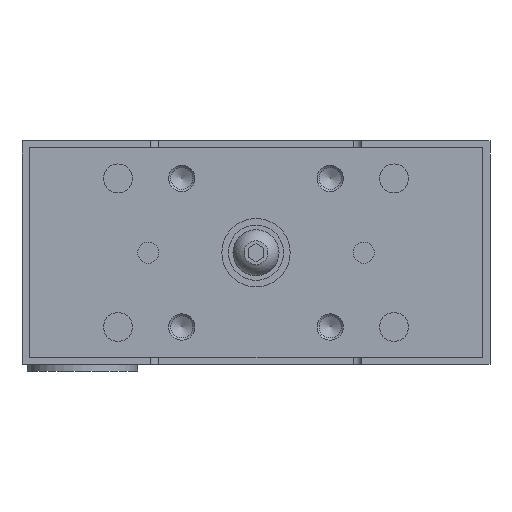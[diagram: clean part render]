
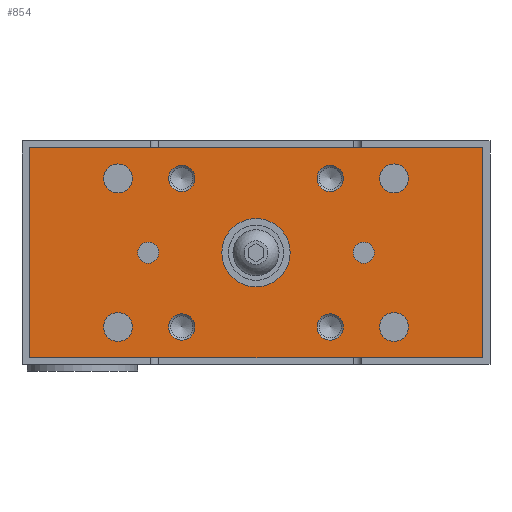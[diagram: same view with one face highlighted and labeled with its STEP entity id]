
A CAD part, left-side view. The second image highlights one B-rep face of the part: STEP entity #854.
In plain terms, the highlighted planar face has unit normal (-1, 0, 0).
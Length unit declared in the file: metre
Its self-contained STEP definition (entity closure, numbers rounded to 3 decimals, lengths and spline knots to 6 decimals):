
#854 = ADVANCED_FACE( '', ( #2018, #2019, #2020, #2021, #2022, #2023, #2024, #2025, #2026, #2027, #2028, #2029 ), #2030, .F. );
#2018 = FACE_BOUND( '', #3540, .T. );
#2019 = FACE_BOUND( '', #3541, .T. );
#2020 = FACE_BOUND( '', #3542, .T. );
#2021 = FACE_BOUND( '', #3543, .T. );
#2022 = FACE_BOUND( '', #3544, .T. );
#2023 = FACE_BOUND( '', #3545, .T. );
#2024 = FACE_BOUND( '', #3546, .T. );
#2025 = FACE_BOUND( '', #3547, .T. );
#2026 = FACE_BOUND( '', #3548, .T. );
#2027 = FACE_BOUND( '', #3549, .T. );
#2028 = FACE_BOUND( '', #3550, .T. );
#2029 = FACE_OUTER_BOUND( '', #3551, .T. );
#2030 = PLANE( '', #3552 );
#3540 = EDGE_LOOP( '', ( #5888 ) );
#3541 = EDGE_LOOP( '', ( #5889 ) );
#3542 = EDGE_LOOP( '', ( #5890 ) );
#3543 = EDGE_LOOP( '', ( #5891 ) );
#3544 = EDGE_LOOP( '', ( #5892 ) );
#3545 = EDGE_LOOP( '', ( #5893 ) );
#3546 = EDGE_LOOP( '', ( #5894 ) );
#3547 = EDGE_LOOP( '', ( #5895 ) );
#3548 = EDGE_LOOP( '', ( #5896 ) );
#3549 = EDGE_LOOP( '', ( #5897 ) );
#3550 = EDGE_LOOP( '', ( #5898 ) );
#3551 = EDGE_LOOP( '', ( #5899, #5900, #5901, #5902 ) );
#3552 = AXIS2_PLACEMENT_3D( '', #5903, #5904, #5905 );
#5888 = ORIENTED_EDGE( '', *, *, #8184, .T. );
#5889 = ORIENTED_EDGE( '', *, *, #8087, .T. );
#5890 = ORIENTED_EDGE( '', *, *, #8185, .F. );
#5891 = ORIENTED_EDGE( '', *, *, #7989, .F. );
#5892 = ORIENTED_EDGE( '', *, *, #8139, .T. );
#5893 = ORIENTED_EDGE( '', *, *, #8186, .T. );
#5894 = ORIENTED_EDGE( '', *, *, #7810, .T. );
#5895 = ORIENTED_EDGE( '', *, *, #8187, .T. );
#5896 = ORIENTED_EDGE( '', *, *, #8188, .T. );
#5897 = ORIENTED_EDGE( '', *, *, #8189, .T. );
#5898 = ORIENTED_EDGE( '', *, *, #8190, .T. );
#5899 = ORIENTED_EDGE( '', *, *, #8191, .T. );
#5900 = ORIENTED_EDGE( '', *, *, #8192, .T. );
#5901 = ORIENTED_EDGE( '', *, *, #8193, .T. );
#5902 = ORIENTED_EDGE( '', *, *, #8010, .T. );
#5903 = CARTESIAN_POINT( '', ( -0.037, 0.086, -0.0025 ) );
#5904 = DIRECTION( '', ( 1., 0., 0. ) );
#5905 = DIRECTION( '', ( 0., 0., 1. ) );
#7810 = EDGE_CURVE( '', #9249, #9249, #9250, .T. );
#7989 = EDGE_CURVE( '', #9517, #9517, #9518, .T. );
#8010 = EDGE_CURVE( '', #9551, #9549, #9552, .T. );
#8087 = EDGE_CURVE( '', #9653, #9653, #9654, .T. );
#8139 = EDGE_CURVE( '', #9727, #9727, #9728, .T. );
#8184 = EDGE_CURVE( '', #9790, #9790, #9791, .T. );
#8185 = EDGE_CURVE( '', #9792, #9792, #9793, .T. );
#8186 = EDGE_CURVE( '', #9794, #9794, #9795, .T. );
#8187 = EDGE_CURVE( '', #9796, #9796, #9797, .T. );
#8188 = EDGE_CURVE( '', #9798, #9798, #9799, .T. );
#8189 = EDGE_CURVE( '', #9800, #9800, #9801, .T. );
#8190 = EDGE_CURVE( '', #9802, #9802, #9803, .T. );
#8191 = EDGE_CURVE( '', #9549, #9804, #9805, .T. );
#8192 = EDGE_CURVE( '', #9804, #9806, #9807, .T. );
#8193 = EDGE_CURVE( '', #9806, #9551, #9808, .T. );
#9249 = VERTEX_POINT( '', #11416 );
#9250 = CIRCLE( '', #11417, 0.0055 );
#9517 = VERTEX_POINT( '', #11903 );
#9518 = CIRCLE( '', #11904, 0.005 );
#9549 = VERTEX_POINT( '', #11944 );
#9551 = VERTEX_POINT( '', #11947 );
#9552 = LINE( '', #11948, #11949 );
#9653 = VERTEX_POINT( '', #12074 );
#9654 = CIRCLE( '', #12075, 0.005 );
#9727 = VERTEX_POINT( '', #12177 );
#9728 = CIRCLE( '', #12178, 0.005 );
#9790 = VERTEX_POINT( '', #12254 );
#9791 = CIRCLE( '', #12255, 0.013 );
#9792 = VERTEX_POINT( '', #12256 );
#9793 = CIRCLE( '', #12257, 0.005 );
#9794 = VERTEX_POINT( '', #12258 );
#9795 = CIRCLE( '', #12259, 0.0055 );
#9796 = VERTEX_POINT( '', #12260 );
#9797 = CIRCLE( '', #12261, 0.0055 );
#9798 = VERTEX_POINT( '', #12262 );
#9799 = CIRCLE( '', #12263, 0.0055 );
#9800 = VERTEX_POINT( '', #12264 );
#9801 = CIRCLE( '', #12265, 0.004 );
#9802 = VERTEX_POINT( '', #12266 );
#9803 = CIRCLE( '', #12267, 0.004 );
#9804 = VERTEX_POINT( '', #12268 );
#9805 = LINE( '', #12269, #12270 );
#9806 = VERTEX_POINT( '', #12271 );
#9807 = LINE( '', #12272, #12273 );
#9808 = LINE( '', #12274, #12275 );
#11416 = CARTESIAN_POINT( '', ( -0.037, -0.047, -0.01425 ) );
#11417 = AXIS2_PLACEMENT_3D( '', #13709, #13710, #13711 );
#11903 = CARTESIAN_POINT( '', ( -0.037, 0.02325, -0.07075 ) );
#11904 = AXIS2_PLACEMENT_3D( '', #13949, #13950, #13951 );
#11944 = CARTESIAN_POINT( '', ( -0.037, 0.086, -0.0025 ) );
#11947 = CARTESIAN_POINT( '', ( -0.037, -0.086, -0.0025 ) );
#11948 = CARTESIAN_POINT( '', ( -0.037, -0.086, -0.0025 ) );
#11949 = VECTOR( '', #13974, 1. );
#12074 = CARTESIAN_POINT( '', ( -0.037, 0.02325, -0.01425 ) );
#12075 = AXIS2_PLACEMENT_3D( '', #14068, #14069, #14070 );
#12177 = CARTESIAN_POINT( '', ( -0.037, -0.02325, -0.07075 ) );
#12178 = AXIS2_PLACEMENT_3D( '', #14147, #14148, #14149 );
#12254 = CARTESIAN_POINT( '', ( -0.037, 0.013, -0.0425 ) );
#12255 = AXIS2_PLACEMENT_3D( '', #14209, #14210, #14211 );
#12256 = CARTESIAN_POINT( '', ( -0.037, -0.02325, -0.01425 ) );
#12257 = AXIS2_PLACEMENT_3D( '', #14212, #14213, #14214 );
#12258 = CARTESIAN_POINT( '', ( -0.037, 0.058, -0.01425 ) );
#12259 = AXIS2_PLACEMENT_3D( '', #14215, #14216, #14217 );
#12260 = CARTESIAN_POINT( '', ( -0.037, 0.058, -0.07075 ) );
#12261 = AXIS2_PLACEMENT_3D( '', #14218, #14219, #14220 );
#12262 = CARTESIAN_POINT( '', ( -0.037, -0.047, -0.07075 ) );
#12263 = AXIS2_PLACEMENT_3D( '', #14221, #14222, #14223 );
#12264 = CARTESIAN_POINT( '', ( -0.037, 0.045, -0.0425 ) );
#12265 = AXIS2_PLACEMENT_3D( '', #14224, #14225, #14226 );
#12266 = CARTESIAN_POINT( '', ( -0.037, -0.037, -0.0425 ) );
#12267 = AXIS2_PLACEMENT_3D( '', #14227, #14228, #14229 );
#12268 = CARTESIAN_POINT( '', ( -0.037, 0.086, -0.0825 ) );
#12269 = CARTESIAN_POINT( '', ( -0.037, 0.086, -0.0025 ) );
#12270 = VECTOR( '', #14230, 1. );
#12271 = CARTESIAN_POINT( '', ( -0.037, -0.086, -0.0825 ) );
#12272 = CARTESIAN_POINT( '', ( -0.037, 0.086, -0.0825 ) );
#12273 = VECTOR( '', #14231, 1. );
#12274 = CARTESIAN_POINT( '', ( -0.037, -0.086, -0.0825 ) );
#12275 = VECTOR( '', #14232, 1. );
#13709 = CARTESIAN_POINT( '', ( -0.037, -0.0525, -0.01425 ) );
#13710 = DIRECTION( '', ( 1., 0., 0. ) );
#13711 = DIRECTION( '', ( 0., 1., 0. ) );
#13949 = CARTESIAN_POINT( '', ( -0.037, 0.02825, -0.07075 ) );
#13950 = DIRECTION( '', ( -1., 0., 0. ) );
#13951 = DIRECTION( '', ( 0., -1., 0. ) );
#13974 = DIRECTION( '', ( 0., 1., 0. ) );
#14068 = CARTESIAN_POINT( '', ( -0.037, 0.02825, -0.01425 ) );
#14069 = DIRECTION( '', ( 1., 0., 0. ) );
#14070 = DIRECTION( '', ( 0., -1., 0. ) );
#14147 = CARTESIAN_POINT( '', ( -0.037, -0.02825, -0.07075 ) );
#14148 = DIRECTION( '', ( 1., 0., 0. ) );
#14149 = DIRECTION( '', ( 0., 1., 0. ) );
#14209 = CARTESIAN_POINT( '', ( -0.037, 0., -0.0425 ) );
#14210 = DIRECTION( '', ( 1., 0., 0. ) );
#14211 = DIRECTION( '', ( 0., 1., 0. ) );
#14212 = CARTESIAN_POINT( '', ( -0.037, -0.02825, -0.01425 ) );
#14213 = DIRECTION( '', ( -1., 0., 0. ) );
#14214 = DIRECTION( '', ( 0., 1., 0. ) );
#14215 = CARTESIAN_POINT( '', ( -0.037, 0.0525, -0.01425 ) );
#14216 = DIRECTION( '', ( 1., 0., 0. ) );
#14217 = DIRECTION( '', ( 0., 1., 0. ) );
#14218 = CARTESIAN_POINT( '', ( -0.037, 0.0525, -0.07075 ) );
#14219 = DIRECTION( '', ( 1., 0., 0. ) );
#14220 = DIRECTION( '', ( 0., 1., 0. ) );
#14221 = CARTESIAN_POINT( '', ( -0.037, -0.0525, -0.07075 ) );
#14222 = DIRECTION( '', ( 1., 0., 0. ) );
#14223 = DIRECTION( '', ( 0., 1., 0. ) );
#14224 = CARTESIAN_POINT( '', ( -0.037, 0.041, -0.0425 ) );
#14225 = DIRECTION( '', ( 1., 0., 0. ) );
#14226 = DIRECTION( '', ( 0., 1., 0. ) );
#14227 = CARTESIAN_POINT( '', ( -0.037, -0.041, -0.0425 ) );
#14228 = DIRECTION( '', ( 1., 0., 0. ) );
#14229 = DIRECTION( '', ( 0., 1., 0. ) );
#14230 = DIRECTION( '', ( 0., 0., -1. ) );
#14231 = DIRECTION( '', ( 0., -1., 0. ) );
#14232 = DIRECTION( '', ( 0., 0., 1. ) );
